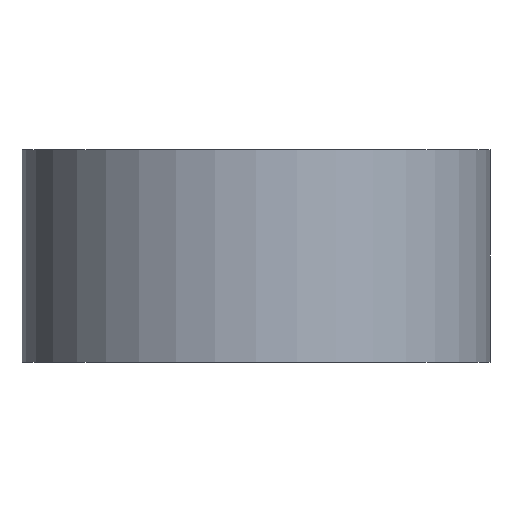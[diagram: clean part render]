
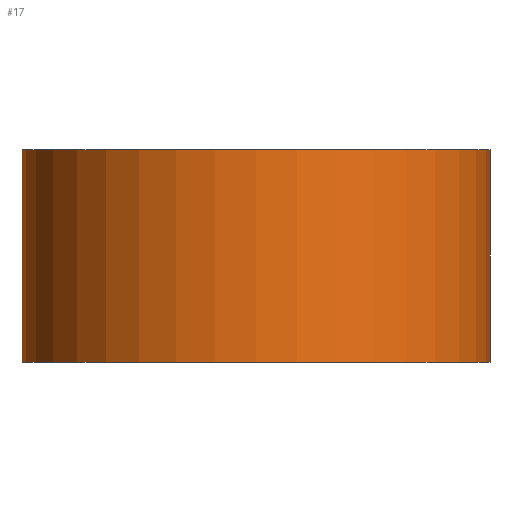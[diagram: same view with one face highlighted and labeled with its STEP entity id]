
A CAD part, front view. The second image highlights one B-rep face of the part: STEP entity #17.
In plain terms, the highlighted cylindrical face has radius 7.5 mm (diameter 15 mm), a partial arc.
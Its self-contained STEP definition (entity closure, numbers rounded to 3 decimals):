
#2 = CARTESIAN_POINT ( 'NONE',  ( 0., 0., 6.8 ) ) ;
#8 = DIRECTION ( 'NONE',  ( 0., 0., 1. ) ) ;
#17 = ADVANCED_FACE ( 'NONE', ( #133 ), #22, .T. ) ;
#22 = CYLINDRICAL_SURFACE ( 'NONE', #60, 7.5 ) ;
#29 = CARTESIAN_POINT ( 'NONE',  ( 0., 0., 6.8 ) ) ;
#34 = CIRCLE ( 'NONE', #69, 7.5 ) ;
#35 = ORIENTED_EDGE ( 'NONE', *, *, #161, .F. ) ;
#55 = AXIS2_PLACEMENT_3D ( 'NONE', #29, #8, #76 ) ;
#56 = VERTEX_POINT ( 'NONE', #201 ) ;
#60 = AXIS2_PLACEMENT_3D ( 'NONE', #2, #74, #104 ) ;
#67 = VERTEX_POINT ( 'NONE', #205 ) ;
#69 = AXIS2_PLACEMENT_3D ( 'NONE', #127, #159, #175 ) ;
#70 = VERTEX_POINT ( 'NONE', #170 ) ;
#74 = DIRECTION ( 'NONE',  ( 0., 0., -1. ) ) ;
#76 = DIRECTION ( 'NONE',  ( 1., 0., 0. ) ) ;
#77 = CARTESIAN_POINT ( 'NONE',  ( -7.5, 0., 6.8 ) ) ;
#98 = ORIENTED_EDGE ( 'NONE', *, *, #179, .T. ) ;
#104 = DIRECTION ( 'NONE',  ( -1., 0., 0. ) ) ;
#107 = EDGE_CURVE ( 'NONE', #182, #56, #136, .T. ) ;
#112 = DIRECTION ( 'NONE',  ( 0., 0., -1. ) ) ;
#122 = ORIENTED_EDGE ( 'NONE', *, *, #129, .F. ) ;
#124 = VECTOR ( 'NONE', #112, 1000. ) ;
#125 = ORIENTED_EDGE ( 'NONE', *, *, #107, .T. ) ;
#126 = DIRECTION ( 'NONE',  ( 0., 0., -1. ) ) ;
#127 = CARTESIAN_POINT ( 'NONE',  ( 0., 0., 0. ) ) ;
#129 = EDGE_CURVE ( 'NONE', #67, #70, #190, .T. ) ;
#133 = FACE_OUTER_BOUND ( 'NONE', #148, .T. ) ;
#136 = LINE ( 'NONE', #144, #124 ) ;
#144 = CARTESIAN_POINT ( 'NONE',  ( -7.5, 0., 6.8 ) ) ;
#148 = EDGE_LOOP ( 'NONE', ( #122, #35, #125, #98 ) ) ;
#159 = DIRECTION ( 'NONE',  ( 0., 0., 1. ) ) ;
#161 = EDGE_CURVE ( 'NONE', #182, #67, #164, .T. ) ;
#164 = CIRCLE ( 'NONE', #55, 7.5 ) ;
#170 = CARTESIAN_POINT ( 'NONE',  ( 7.5, 0., 0. ) ) ;
#175 = DIRECTION ( 'NONE',  ( 1., 0., 0. ) ) ;
#177 = VECTOR ( 'NONE', #126, 1000. ) ;
#179 = EDGE_CURVE ( 'NONE', #56, #70, #34, .T. ) ;
#182 = VERTEX_POINT ( 'NONE', #77 ) ;
#190 = LINE ( 'NONE', #206, #177 ) ;
#201 = CARTESIAN_POINT ( 'NONE',  ( -7.5, 0., 0. ) ) ;
#205 = CARTESIAN_POINT ( 'NONE',  ( 7.5, 0., 6.8 ) ) ;
#206 = CARTESIAN_POINT ( 'NONE',  ( 7.5, 0., 6.8 ) ) ;
